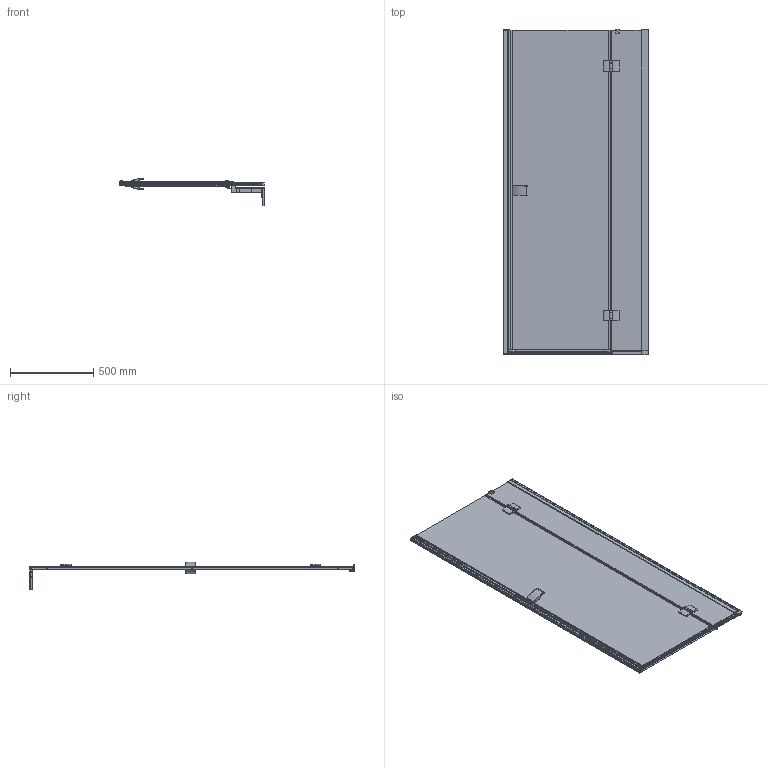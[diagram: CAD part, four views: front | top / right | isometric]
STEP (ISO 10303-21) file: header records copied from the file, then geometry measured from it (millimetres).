
FILE_DESCRIPTION((''),'2;1');
FILE_NAME('AQP90X-700X1950_ASM','2019-04-29T',('admin'),(''),'PRO/ENGINEER BY PARAMETRIC TECHNOLOGY CORPORATION, 2010280','PRO/ENGINEER BY PARAMETRIC TECHNOLOGY CORPORATION, 2010280','');
FILE_SCHEMA(('CONFIG_CONTROL_DESIGN','SHAPE_APPEARANCE_LAYERS_GROUPS'));
Products named in the file (46): GB-8X213X1932; CC293X1926; CC303-1926; ID414-1932; CC299_1; CC293-CC303-ID414_ASM; CC308; AC680X202; CA250; CG293; CG292-3; CA250-155_ASM; AC227; AC228; AC187; AC386; AC307; MC364_AF0; MC223-MC364_ASM; AC225_ASM; ID436X1950; ID438X1950; AQ102-1948; SC043-1950; ID427; ID436-AQ102_ASM; HB-6X600X1932; AC758-1932; AC371-322; AC370-560; AC375; AC838-605; NC791_11; NC792_13; NC790_ASM_12_ASM; NC790_ASM_ASM; SC043-580; AQP90X-HB_ASM; SC650-8; JC565 ...
Assembly tree (53 placements, depth 5):
  AQP90X-700X1950_ASM
    GB-8X213X1932
    CC293-CC303-ID414_ASM
      CC293X1926
      CC303-1926
      ID414-1932
      CC299_1
    CC308
    AC680X202
    CA250-155_ASM
      CA250
      CG293
      CG292-3
    AC225_ASM  x2
      AC227
      AC228
      AC187
      AC386
      AC307
      MC223-MC364_ASM
        MC364_AF0
    ID436-AQ102_ASM
      ID436X1950
      ID438X1950
      AQ102-1948
      SC043-1950
      ID427
    AQP90X-HB_ASM
      HB-6X600X1932
      AC758-1932
      AC371-322
      AC370-560
      AC375
      AC838-605
      NC790_ASM_ASM
        NC790_ASM_12_ASM
          NC791_11
          NC792_13
      SC043-580
    XGZ-AQP90_ASM
      SC650-8
      JC565
      AC040-625
      BC037  x2
    DC402-1948
    AQ301
    ID427
Bounding box: 870.01 x 1956.6 x 166.31 mm (x, y, z)
Volume: 12534441.3 mm3; surface area: 4927806.9 mm2
Topology: 54 solids, 59 shells, 2060 faces, 5115 edges, 3180 vertices
Faces by surface type: plane 766, cylinder 756, bspline 236, torus 196, cone 69, sphere 34, extrusion 3
Entity records: 76039 total; most frequent: CARTESIAN_POINT 23874, ORIENTED_EDGE 8756, DIRECTION 8366, EDGE_CURVE 4384, PRESENTATION_STYLE_ASSIGNMENT 3325, STYLED_ITEM 3325, CURVE_STYLE 3175, AXIS2_PLACEMENT_3D 3081
